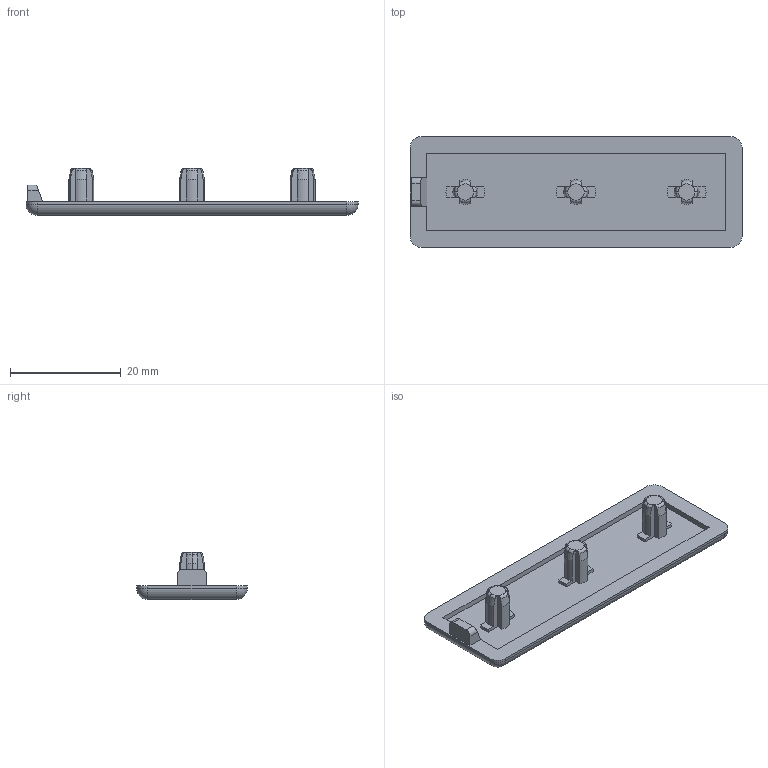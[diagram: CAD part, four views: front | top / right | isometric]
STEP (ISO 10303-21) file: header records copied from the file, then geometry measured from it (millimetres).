
FILE_DESCRIPTION(('STEP AP214'),'1');
FILE_NAME('fath_091183.stp','2017-05-01T06:12:42',('TraceParts'),('TraceParts S.A.'),'Spatial InterOp 3D',' ',' ');
FILE_SCHEMA(('automotive_design'));
Length unit declared in the file: millimetre
Products named in the file (1): fath_091183
Bounding box: 60 x 20 x 8.5 mm (x, y, z)
Volume: 2416.9 mm3; surface area: 3154 mm2
Topology: 1 solids, 1 shells, 129 faces, 347 edges, 220 vertices
Faces by surface type: plane 49, cylinder 40, torus 18, cone 18, sphere 4
Entity records: 5186 total; most frequent: CARTESIAN_POINT 915, ORIENTED_EDGE 686, DIRECTION 673, EDGE_CURVE 343, AXIS2_PLACEMENT_3D 250, VERTEX_POINT 220, LINE 173, VECTOR 173
